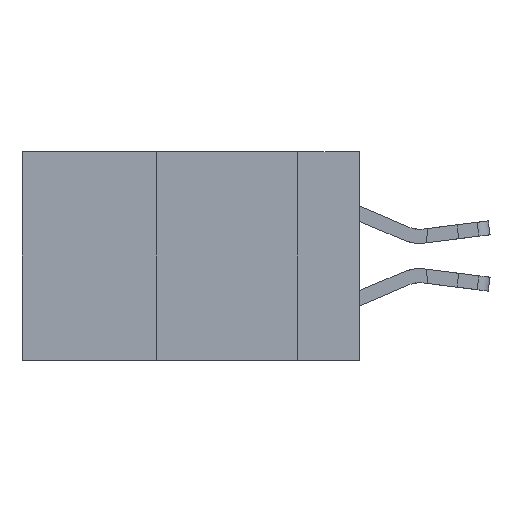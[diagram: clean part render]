
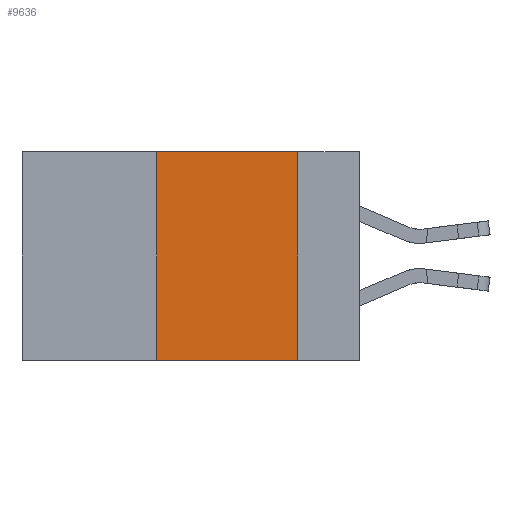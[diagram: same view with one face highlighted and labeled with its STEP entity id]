
A CAD part, left-side view. The second image highlights one B-rep face of the part: STEP entity #9636.
In plain terms, the highlighted planar face has unit normal (-1, 0, 0).
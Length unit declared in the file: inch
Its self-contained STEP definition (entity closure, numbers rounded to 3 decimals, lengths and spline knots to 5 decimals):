
#567 = DIRECTION ( 'NONE',  ( 0., 0., -1. ) ) ;
#1576 = DIRECTION ( 'NONE',  ( 0., -1., 0. ) ) ;
#1695 = EDGE_CURVE ( 'NONE', #5911, #14344, #18522, .T. ) ;
#1853 = CARTESIAN_POINT ( 'NONE',  ( 0., 0.6, -0.37 ) ) ;
#1925 = DIRECTION ( 'NONE',  ( 0., 0., -1. ) ) ;
#1986 = CARTESIAN_POINT ( 'NONE',  ( 0., 0.6, 0. ) ) ;
#2313 = EDGE_CURVE ( 'NONE', #17143, #5911, #19469, .T. ) ;
#2547 = VECTOR ( 'NONE', #17869, 39.37008 ) ;
#2578 = ORIENTED_EDGE ( 'NONE', *, *, #2313, .F. ) ;
#3968 = CARTESIAN_POINT ( 'NONE',  ( 0., 0.36, -0.37 ) ) ;
#4134 = CARTESIAN_POINT ( 'NONE',  ( 0., 0.6, 0. ) ) ;
#4339 = CARTESIAN_POINT ( 'NONE',  ( 0., 0.36, 0. ) ) ;
#4772 = EDGE_CURVE ( 'NONE', #17143, #9775, #17139, .T. ) ;
#5326 = ORIENTED_EDGE ( 'NONE', *, *, #4772, .T. ) ;
#5541 = ORIENTED_EDGE ( 'NONE', *, *, #16913, .F. ) ;
#5894 = CARTESIAN_POINT ( 'NONE',  ( 0., 0.36, 0. ) ) ;
#5911 = VERTEX_POINT ( 'NONE', #5894 ) ;
#6061 = VECTOR ( 'NONE', #1576, 39.37008 ) ;
#6434 = DIRECTION ( 'NONE',  ( 0., -1., 0. ) ) ;
#9636 = ADVANCED_FACE ( 'NONE', ( #13976 ), #17817, .F. ) ;
#9775 = VERTEX_POINT ( 'NONE', #18381 ) ;
#12151 = VECTOR ( 'NONE', #567, 39.37008 ) ;
#12937 = DIRECTION ( 'NONE',  ( 1., 0., 0. ) ) ;
#13238 = CARTESIAN_POINT ( 'NONE',  ( 0., 0.11, 0. ) ) ;
#13741 = CARTESIAN_POINT ( 'NONE',  ( 0., 0.11, 0. ) ) ;
#13976 = FACE_OUTER_BOUND ( 'NONE', #15777, .T. ) ;
#14344 = VERTEX_POINT ( 'NONE', #13741 ) ;
#14610 = AXIS2_PLACEMENT_3D ( 'NONE', #1986, #12937, #1925 ) ;
#15309 = ORIENTED_EDGE ( 'NONE', *, *, #1695, .F. ) ;
#15777 = EDGE_LOOP ( 'NONE', ( #5541, #15309, #2578, #5326 ) ) ;
#15910 = VECTOR ( 'NONE', #6434, 39.37008 ) ;
#16913 = EDGE_CURVE ( 'NONE', #14344, #9775, #19525, .T. ) ;
#17139 = LINE ( 'NONE', #1853, #15910 ) ;
#17143 = VERTEX_POINT ( 'NONE', #3968 ) ;
#17817 = PLANE ( 'NONE',  #14610 ) ;
#17869 = DIRECTION ( 'NONE',  ( 0., 0., 1. ) ) ;
#18381 = CARTESIAN_POINT ( 'NONE',  ( 0., 0.11, -0.37 ) ) ;
#18522 = LINE ( 'NONE', #4134, #6061 ) ;
#19469 = LINE ( 'NONE', #4339, #2547 ) ;
#19525 = LINE ( 'NONE', #13238, #12151 ) ;
